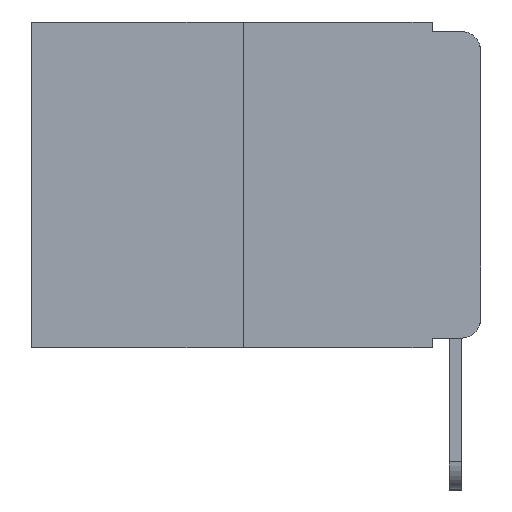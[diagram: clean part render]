
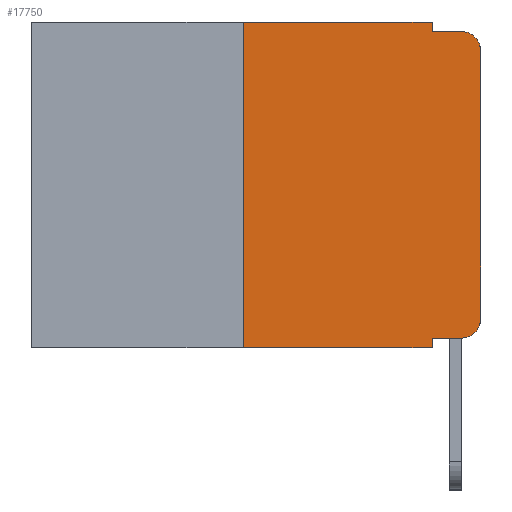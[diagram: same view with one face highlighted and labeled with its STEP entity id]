
A CAD part, left-side view. The second image highlights one B-rep face of the part: STEP entity #17750.
In plain terms, the highlighted planar face has unit normal (-1, 0, 0).
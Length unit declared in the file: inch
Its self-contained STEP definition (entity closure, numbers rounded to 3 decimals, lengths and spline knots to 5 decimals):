
#18 = CARTESIAN_POINT ( 'NONE',  ( 0., 0., -0.313 ) ) ;
#28 = CARTESIAN_POINT ( 'NONE',  ( 0., 0.25, -0.343 ) ) ;
#723 = DIRECTION ( 'NONE',  ( 0., 0., -1. ) ) ;
#825 = LINE ( 'NONE', #15302, #11992 ) ;
#899 = CARTESIAN_POINT ( 'NONE',  ( 0., 0.051, -0.01 ) ) ;
#929 = AXIS2_PLACEMENT_3D ( 'NONE', #11430, #4263, #723 ) ;
#974 = CARTESIAN_POINT ( 'NONE',  ( 0., 0.02, -0.313 ) ) ;
#1111 = EDGE_CURVE ( 'NONE', #8810, #2897, #22511, .T. ) ;
#1337 = EDGE_CURVE ( 'NONE', #12970, #16972, #825, .T. ) ;
#1379 = CARTESIAN_POINT ( 'NONE',  ( 0., 0.473, -0.343 ) ) ;
#1440 = AXIS2_PLACEMENT_3D ( 'NONE', #974, #15118, #13372 ) ;
#1450 = CARTESIAN_POINT ( 'NONE',  ( 0., 0., -0.03 ) ) ;
#2220 = EDGE_CURVE ( 'NONE', #2897, #3438, #7745, .T. ) ;
#2379 = VERTEX_POINT ( 'NONE', #5200 ) ;
#2758 = EDGE_CURVE ( 'NONE', #18878, #20135, #11896, .T. ) ;
#2824 = DIRECTION ( 'NONE',  ( 0., 0., 1. ) ) ;
#2897 = VERTEX_POINT ( 'NONE', #1450 ) ;
#3002 = CARTESIAN_POINT ( 'NONE',  ( 0., 0.25, 0. ) ) ;
#3337 = LINE ( 'NONE', #12706, #7768 ) ;
#3438 = VERTEX_POINT ( 'NONE', #15131 ) ;
#3491 = EDGE_CURVE ( 'NONE', #12321, #10641, #21582, .T. ) ;
#3807 = EDGE_CURVE ( 'NONE', #2379, #8810, #20195, .T. ) ;
#3828 = DIRECTION ( 'NONE',  ( 0., -1., 0. ) ) ;
#4075 = VECTOR ( 'NONE', #2824, 39.37008 ) ;
#4212 = EDGE_CURVE ( 'NONE', #18878, #10641, #22392, .T. ) ;
#4239 = ORIENTED_EDGE ( 'NONE', *, *, #4212, .T. ) ;
#4263 = DIRECTION ( 'NONE',  ( 1., 0., 0. ) ) ;
#4646 = DIRECTION ( 'NONE',  ( 0., 0., -1. ) ) ;
#4931 = CARTESIAN_POINT ( 'NONE',  ( 0., 0., 0. ) ) ;
#5200 = CARTESIAN_POINT ( 'NONE',  ( 0., 0.02, -0.333 ) ) ;
#5716 = VECTOR ( 'NONE', #6663, 39.37008 ) ;
#5958 = ORIENTED_EDGE ( 'NONE', *, *, #3491, .F. ) ;
#6663 = DIRECTION ( 'NONE',  ( 0., 0., -1. ) ) ;
#6705 = DIRECTION ( 'NONE',  ( -1., 0., 0. ) ) ;
#7151 = ORIENTED_EDGE ( 'NONE', *, *, #3807, .T. ) ;
#7299 = ORIENTED_EDGE ( 'NONE', *, *, #2220, .T. ) ;
#7367 = LINE ( 'NONE', #899, #17679 ) ;
#7630 = CARTESIAN_POINT ( 'NONE',  ( 0., 0.25, 0. ) ) ;
#7715 = CARTESIAN_POINT ( 'NONE',  ( 0., 0.051, -0.333 ) ) ;
#7745 = CIRCLE ( 'NONE', #18062, 0.02 ) ;
#7768 = VECTOR ( 'NONE', #3828, 39.37008 ) ;
#7806 = CARTESIAN_POINT ( 'NONE',  ( 0., 0.473, 0. ) ) ;
#7895 = ORIENTED_EDGE ( 'NONE', *, *, #14754, .F. ) ;
#7950 = EDGE_CURVE ( 'NONE', #16972, #3438, #7367, .T. ) ;
#8209 = VECTOR ( 'NONE', #10057, 39.37008 ) ;
#8328 = DIRECTION ( 'NONE',  ( 0., 0., 1. ) ) ;
#8491 = DIRECTION ( 'NONE',  ( 0., 0., -1. ) ) ;
#8723 = CARTESIAN_POINT ( 'NONE',  ( 0., 0.051, -0.343 ) ) ;
#8810 = VERTEX_POINT ( 'NONE', #18 ) ;
#9781 = CARTESIAN_POINT ( 'NONE',  ( 0., 0.051, 0. ) ) ;
#9908 = DIRECTION ( 'NONE',  ( 0., -1., 0. ) ) ;
#10057 = DIRECTION ( 'NONE',  ( 0., -1., 0. ) ) ;
#10641 = VERTEX_POINT ( 'NONE', #8723 ) ;
#11430 = CARTESIAN_POINT ( 'NONE',  ( 0., 0.473, 0. ) ) ;
#11651 = ORIENTED_EDGE ( 'NONE', *, *, #7950, .F. ) ;
#11673 = VECTOR ( 'NONE', #8328, 39.37008 ) ;
#11873 = ORIENTED_EDGE ( 'NONE', *, *, #1337, .F. ) ;
#11896 = LINE ( 'NONE', #3002, #4075 ) ;
#11957 = ORIENTED_EDGE ( 'NONE', *, *, #1111, .T. ) ;
#11992 = VECTOR ( 'NONE', #4646, 39.37008 ) ;
#12321 = VERTEX_POINT ( 'NONE', #7715 ) ;
#12706 = CARTESIAN_POINT ( 'NONE',  ( 0., 0.051, -0.333 ) ) ;
#12970 = VERTEX_POINT ( 'NONE', #9781 ) ;
#13372 = DIRECTION ( 'NONE',  ( 0., 0., -1. ) ) ;
#13839 = ORIENTED_EDGE ( 'NONE', *, *, #2758, .F. ) ;
#14414 = CARTESIAN_POINT ( 'NONE',  ( 0., 0.051, -0.01 ) ) ;
#14754 = EDGE_CURVE ( 'NONE', #20135, #12970, #20274, .T. ) ;
#14811 = DIRECTION ( 'NONE',  ( 0., -1., 0. ) ) ;
#14852 = PLANE ( 'NONE',  #929 ) ;
#15091 = EDGE_LOOP ( 'NONE', ( #11957, #7299, #11651, #11873, #7895, #13839, #4239, #5958, #16733, #7151 ) ) ;
#15118 = DIRECTION ( 'NONE',  ( -1., 0., 0. ) ) ;
#15131 = CARTESIAN_POINT ( 'NONE',  ( 0., 0.02, -0.01 ) ) ;
#15302 = CARTESIAN_POINT ( 'NONE',  ( 0., 0.051, 0. ) ) ;
#16733 = ORIENTED_EDGE ( 'NONE', *, *, #16909, .T. ) ;
#16909 = EDGE_CURVE ( 'NONE', #12321, #2379, #3337, .T. ) ;
#16972 = VERTEX_POINT ( 'NONE', #14414 ) ;
#17679 = VECTOR ( 'NONE', #9908, 39.37008 ) ;
#17750 = ADVANCED_FACE ( 'NONE', ( #20857 ), #14852, .F. ) ;
#18062 = AXIS2_PLACEMENT_3D ( 'NONE', #19062, #6705, #8491 ) ;
#18878 = VERTEX_POINT ( 'NONE', #28 ) ;
#19062 = CARTESIAN_POINT ( 'NONE',  ( 0., 0.02, -0.03 ) ) ;
#19560 = VECTOR ( 'NONE', #14811, 39.37008 ) ;
#20135 = VERTEX_POINT ( 'NONE', #7630 ) ;
#20195 = CIRCLE ( 'NONE', #1440, 0.02 ) ;
#20274 = LINE ( 'NONE', #7806, #19560 ) ;
#20857 = FACE_OUTER_BOUND ( 'NONE', #15091, .T. ) ;
#21582 = LINE ( 'NONE', #22027, #5716 ) ;
#22027 = CARTESIAN_POINT ( 'NONE',  ( 0., 0.051, 0. ) ) ;
#22392 = LINE ( 'NONE', #1379, #8209 ) ;
#22511 = LINE ( 'NONE', #4931, #11673 ) ;
